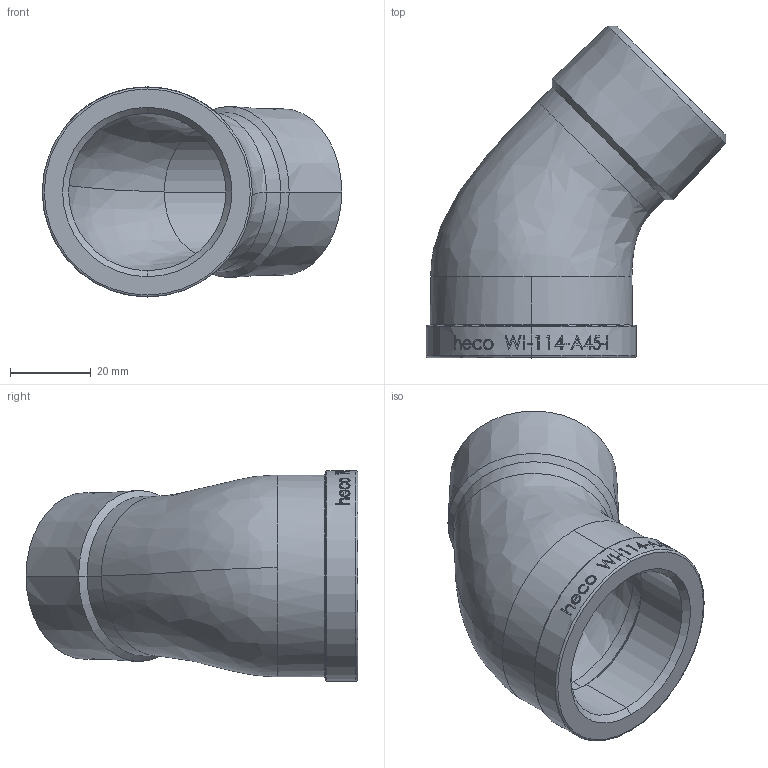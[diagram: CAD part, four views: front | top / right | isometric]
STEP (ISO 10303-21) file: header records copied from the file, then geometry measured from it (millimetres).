
FILE_DESCRIPTION (( 'STEP AP214' ), '1' );
FILE_NAME ('heco_WI-114-A45-I.STEP', '2017-05-22T07:17:10', ( '' ), ( '' ), 'SwSTEP 2.0', 'SolidWorks 2016', '' );
FILE_SCHEMA (( 'AUTOMOTIVE_DESIGN' ));
Length unit declared in the file: millimetre
Products named in the file (1): heco_WI-114-A45-I
Bounding box: 74.14 x 82.14 x 52 mm (x, y, z)
Volume: 47064.8 mm3; surface area: 22195 mm2
Topology: 1 solids, 1 shells, 202 faces, 513 edges, 334 vertices
Faces by surface type: plane 79, bspline 72, cylinder 33, cone 10, torus 8
Entity records: 14458 total; most frequent: CARTESIAN_POINT 8321, ORIENTED_EDGE 1026, DIRECTION 687, EDGE_CURVE 513, VERTEX_POINT 334, AXIS2_PLACEMENT_3D 275, B_SPLINE_CURVE_WITH_KNOTS 232, EDGE_LOOP 225
